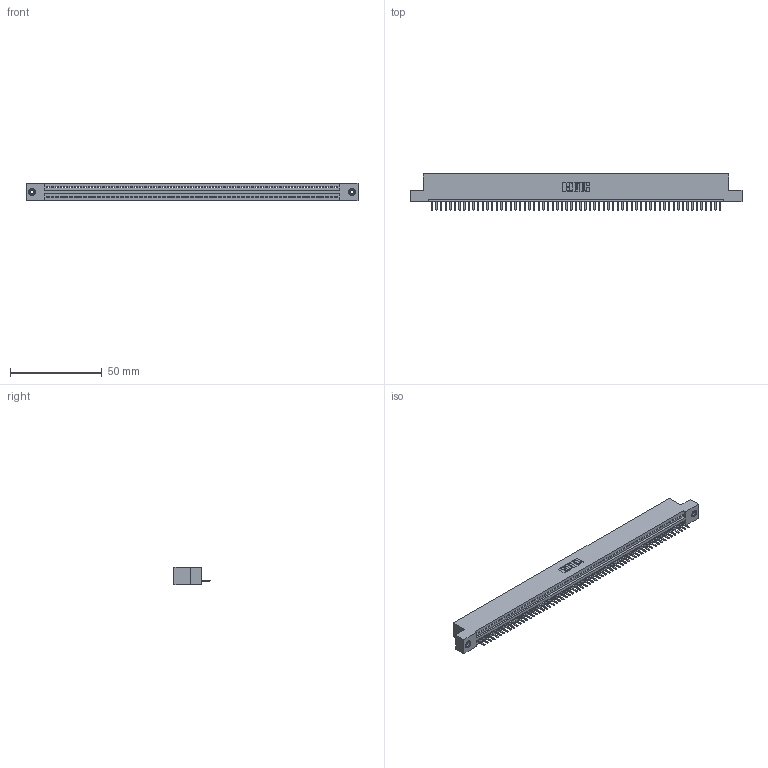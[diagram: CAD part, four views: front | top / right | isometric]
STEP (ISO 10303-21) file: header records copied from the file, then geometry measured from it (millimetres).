
FILE_DESCRIPTION (( 'STEP AP203' ), '1' );
FILE_NAME ('395-063-520-108.STEP', '2019-10-24T20:10:38', ( '' ), ( '' ), 'SwSTEP 2.0', 'SolidWorks 2016', '' );
FILE_SCHEMA (( 'CONFIG_CONTROL_DESIGN' ));
Length unit declared in the file: inch
Products named in the file (4): 345-250-001_345-250-003-102; 345 Part_Flush Mounting Lugs - 0.156 Dia-TI; 345-292-001_345-293-120; 395-063-520-108
Assembly tree (66 placements, depth 2):
  395-063-520-108
    345 Part_Flush Mounting Lugs - 0.156 Dia-TI
    345-292-001_345-293-120  x63
    345-250-001_345-250-003-102  x2
Bounding box: 181.23 x 19.68 x 9.4 mm (x, y, z)
Volume: 17197.6 mm3; surface area: 22565.8 mm2
Topology: 66 solids, 66 shells, 4092 faces, 12069 edges, 7870 vertices
Faces by surface type: plane 2758, cylinder 1318, cone 12, torus 4
Entity records: 45888 total; most frequent: CARTESIAN_POINT 7940, ORIENTED_EDGE 7918, DIRECTION 6919, EDGE_CURVE 3959, VECTOR 3551, LINE 3551, VERTEX_POINT 2632, AXIS2_PLACEMENT_3D 1684
